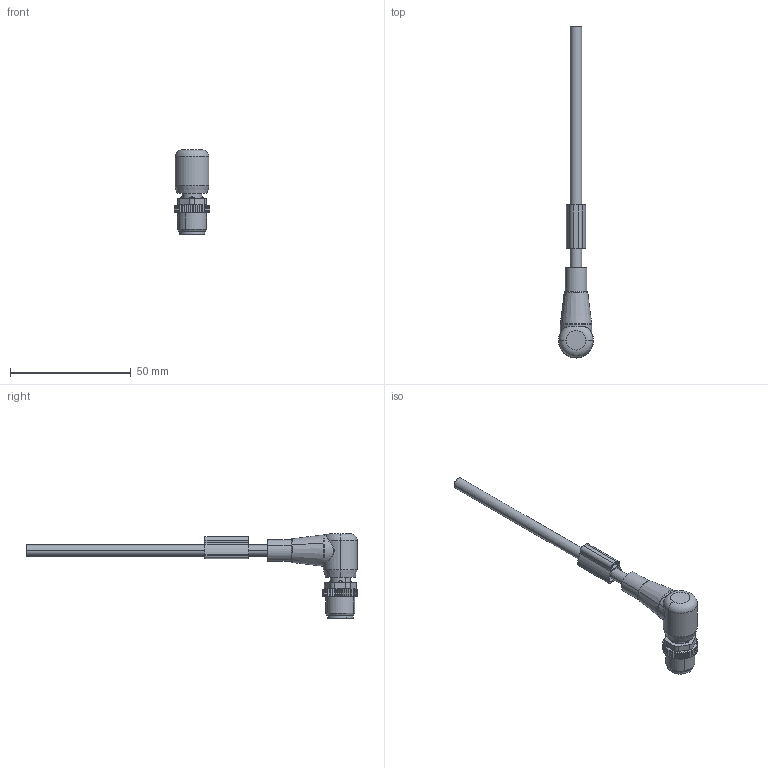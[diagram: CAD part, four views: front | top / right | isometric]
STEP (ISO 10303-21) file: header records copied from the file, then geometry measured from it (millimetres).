
FILE_DESCRIPTION(('CATIA V5 STEP Exchange','CAx-IF Rec.Pracs.--- Model Styling and Organization---1.4--- 2014-01-23'),'2;1');
FILE_NAME ('004781-4_0', '2020-04-14T06:38:39+00:00', ('none'), ('Weidmueller'), 'CATIA Version 5-6 Release 2016 SP3 HF44', 'CATIA V5 STEP AP214', 'none');
FILE_SCHEMA(('AUTOMOTIVE_DESIGN { 1 0 10303 214 1 1 1 1 }'));
Length unit declared in the file: millimetre
Products named in the file (1): 1057810300
Bounding box: 14.6 x 137.26 x 35 mm (x, y, z)
Volume: 8384 mm3; surface area: 7482.5 mm2
Topology: 9 solids, 9 shells, 626 faces, 1563 edges, 972 vertices
Faces by surface type: plane 228, cylinder 203, cone 86, torus 86, sphere 12, bspline 11
Entity records: 18341 total; most frequent: CARTESIAN_POINT 5081, ORIENTED_EDGE 3082, DIRECTION 2023, EDGE_CURVE 1541, AXIS2_PLACEMENT_3D 1014, VERTEX_POINT 972, EDGE_LOOP 687, ADVANCED_FACE 626
